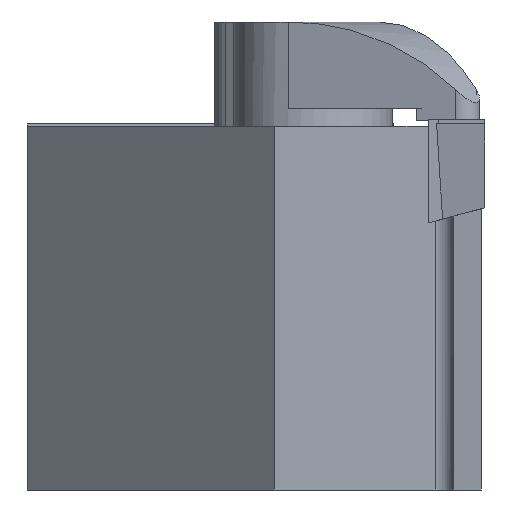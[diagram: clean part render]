
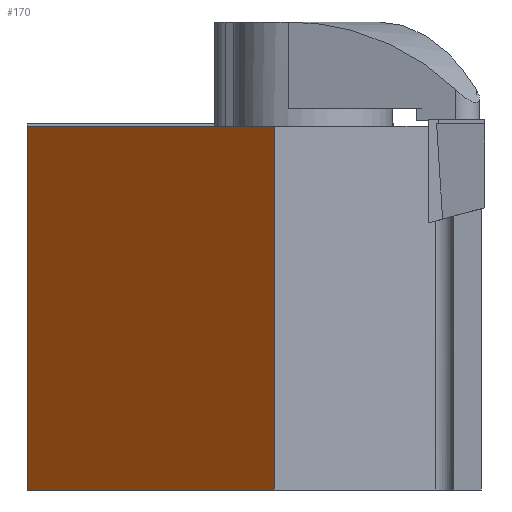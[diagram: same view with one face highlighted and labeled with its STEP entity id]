
A CAD part, left-side view. The second image highlights one B-rep face of the part: STEP entity #170.
In plain terms, the highlighted planar face has unit normal (-0.707, 0.707, 0).
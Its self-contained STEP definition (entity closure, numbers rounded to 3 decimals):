
#170=ADVANCED_FACE('',(#255),#215,.F.);
#215=PLANE('',#996);
#255=FACE_OUTER_BOUND('',#301,.T.);
#301=EDGE_LOOP('',(#412,#413,#414,#415));
#412=ORIENTED_EDGE('',*,*,#683,.F.);
#413=ORIENTED_EDGE('',*,*,#664,.F.);
#414=ORIENTED_EDGE('',*,*,#699,.F.);
#415=ORIENTED_EDGE('',*,*,#676,.F.);
#586=VERTEX_POINT('',#1280);
#587=VERTEX_POINT('',#1282);
#598=VERTEX_POINT('',#1305);
#599=VERTEX_POINT('',#1307);
#664=EDGE_CURVE('',#586,#587,#781,.T.);
#676=EDGE_CURVE('',#598,#599,#793,.T.);
#683=EDGE_CURVE('',#587,#598,#800,.T.);
#699=EDGE_CURVE('',#599,#586,#815,.T.);
#781=LINE('',#1281,#883);
#793=LINE('',#1306,#895);
#800=LINE('',#1319,#902);
#815=LINE('',#1350,#917);
#883=VECTOR('',#1051,1.);
#895=VECTOR('',#1065,1.);
#902=VECTOR('',#1078,1.);
#917=VECTOR('',#1109,1.);
#996=AXIS2_PLACEMENT_3D('',#1352,#1112,#1113);
#1051=DIRECTION('',(0.707,0.707,0.));
#1065=DIRECTION('',(-0.707,-0.707,0.));
#1078=DIRECTION('',(0.,0.,1.));
#1109=DIRECTION('',(0.,0.,-1.));
#1112=DIRECTION('',(0.707,-0.707,0.));
#1113=DIRECTION('',(0.707,0.707,0.));
#1280=CARTESIAN_POINT('',(5.,-13.5,-20.));
#1281=CARTESIAN_POINT('',(5.,-13.5,-20.));
#1282=CARTESIAN_POINT('',(18.5,0.,-20.));
#1305=CARTESIAN_POINT('',(18.5,0.,-0.14));
#1306=CARTESIAN_POINT('',(5.,-13.5,-0.14));
#1307=CARTESIAN_POINT('',(5.,-13.5,-0.14));
#1319=CARTESIAN_POINT('',(18.5,0.,-24.84));
#1350=CARTESIAN_POINT('',(5.,-13.5,-24.84));
#1352=CARTESIAN_POINT('',(5.,-13.5,-24.84));
